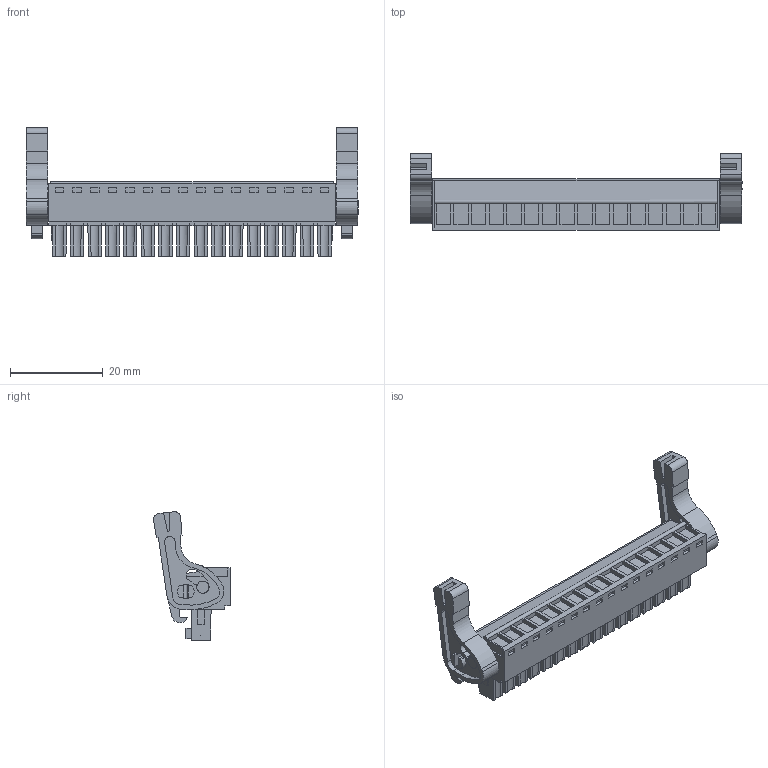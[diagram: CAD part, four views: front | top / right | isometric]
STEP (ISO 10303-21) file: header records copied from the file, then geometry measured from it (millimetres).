
FILE_DESCRIPTION(('CATIA V5 STEP','CAx-IF Rec.Pracs.--- Model Styling and Organization---1.2---2011-12-15'),'2;1');
FILE_NAME ('D1462216_0_2442500000_2442500000.stp','2017-07-31T14:42:46+00:00',('none'),('Weidmueller'),'CATIA Version 5-6 Release 2014','CATIA V5 STEP AP214','none');
FILE_SCHEMA(('AUTOMOTIVE_DESIGN { 1 0 10303 214 1 1 1 1 }'));
Length unit declared in the file: millimetre
Products named in the file (1): 2442500000
Bounding box: 71.55 x 16.55 x 27.68 mm (x, y, z)
Volume: 7456.6 mm3; surface area: 7423.9 mm2
Topology: 19 solids, 19 shells, 956 faces, 2468 edges, 1632 vertices
Faces by surface type: plane 747, cylinder 209
Entity records: 26199 total; most frequent: ORIENTED_EDGE 4928, CARTESIAN_POINT 4776, DIRECTION 3389, EDGE_CURVE 2464, VECTOR 1928, LINE 1928, VERTEX_POINT 1632, EDGE_LOOP 1052
